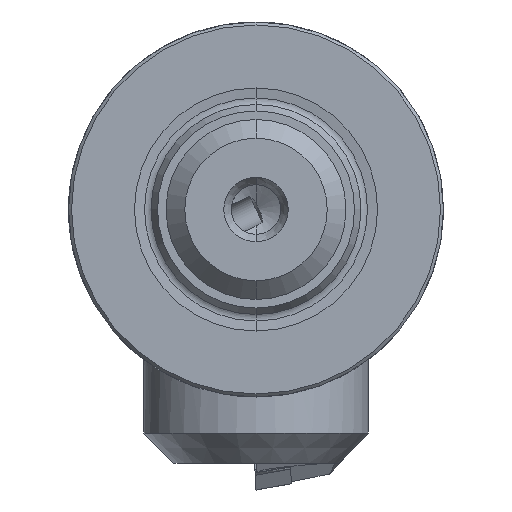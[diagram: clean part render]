
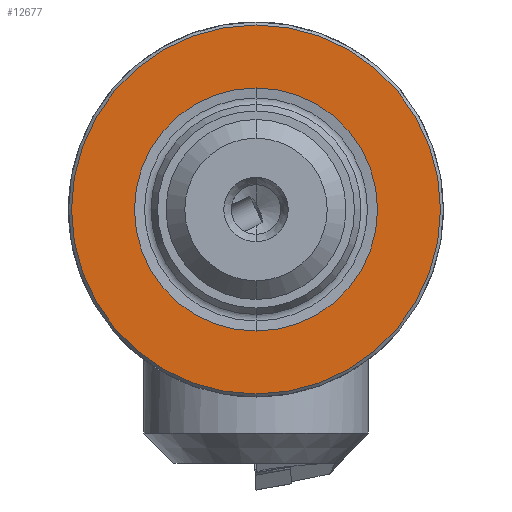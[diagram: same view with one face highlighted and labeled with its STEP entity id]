
A CAD part, left-side view. The second image highlights one B-rep face of the part: STEP entity #12677.
In plain terms, the highlighted planar face has unit normal (-1, 0, 0).
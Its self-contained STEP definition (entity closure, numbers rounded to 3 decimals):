
#122 = DIRECTION ( 'NONE',  ( 0., 0., -1. ) ) ;
#258 = VERTEX_POINT ( 'NONE', #9525 ) ;
#1232 = EDGE_LOOP ( 'NONE', ( #11678, #14175 ) ) ;
#1479 = EDGE_CURVE ( 'NONE', #19414, #26692, #3795, .T. ) ;
#1750 = EDGE_LOOP ( 'NONE', ( #3211, #18933 ) ) ;
#2303 = CIRCLE ( 'NONE', #10398, 12.3 ) ;
#3211 = ORIENTED_EDGE ( 'NONE', *, *, #9276, .F. ) ;
#3358 = DIRECTION ( 'NONE',  ( 0., 0., -1. ) ) ;
#3462 = DIRECTION ( 'NONE',  ( 1., 0., 0. ) ) ;
#3575 = AXIS2_PLACEMENT_3D ( 'NONE', #19786, #22018, #8765 ) ;
#3743 = CARTESIAN_POINT ( 'NONE',  ( 0., 0., 0. ) ) ;
#3795 = CIRCLE ( 'NONE', #27761, 8.103 ) ;
#4326 = PLANE ( 'NONE',  #3575 ) ;
#4588 = EDGE_CURVE ( 'NONE', #5089, #258, #2303, .T. ) ;
#5089 = VERTEX_POINT ( 'NONE', #27048 ) ;
#6934 = CARTESIAN_POINT ( 'NONE',  ( 0., 0., 0. ) ) ;
#8765 = DIRECTION ( 'NONE',  ( 0., 0., 1. ) ) ;
#8943 = DIRECTION ( 'NONE',  ( 1., 0., 0. ) ) ;
#9276 = EDGE_CURVE ( 'NONE', #258, #5089, #21496, .T. ) ;
#9378 = CARTESIAN_POINT ( 'NONE',  ( 0., 0., -8.103 ) ) ;
#9525 = CARTESIAN_POINT ( 'NONE',  ( 0., 0., -12.3 ) ) ;
#10052 = CARTESIAN_POINT ( 'NONE',  ( 0., 0., 0. ) ) ;
#10398 = AXIS2_PLACEMENT_3D ( 'NONE', #3743, #3462, #3358 ) ;
#11003 = AXIS2_PLACEMENT_3D ( 'NONE', #10052, #25526, #12272 ) ;
#11678 = ORIENTED_EDGE ( 'NONE', *, *, #22944, .T. ) ;
#11802 = CARTESIAN_POINT ( 'NONE',  ( 0., 0., 8.103 ) ) ;
#12272 = DIRECTION ( 'NONE',  ( 0., 0., -1. ) ) ;
#12677 = ADVANCED_FACE ( 'NONE', ( #22850, #16933 ), #4326, .T. ) ;
#12825 = CARTESIAN_POINT ( 'NONE',  ( 0., 0., 0. ) ) ;
#14175 = ORIENTED_EDGE ( 'NONE', *, *, #1479, .T. ) ;
#15004 = DIRECTION ( 'NONE',  ( 0., 0., -1. ) ) ;
#16420 = CIRCLE ( 'NONE', #11003, 8.103 ) ;
#16933 = FACE_OUTER_BOUND ( 'NONE', #1750, .T. ) ;
#18933 = ORIENTED_EDGE ( 'NONE', *, *, #4588, .F. ) ;
#19414 = VERTEX_POINT ( 'NONE', #9378 ) ;
#19786 = CARTESIAN_POINT ( 'NONE',  ( 0., 8.103, 0. ) ) ;
#21496 = CIRCLE ( 'NONE', #22000, 12.3 ) ;
#22000 = AXIS2_PLACEMENT_3D ( 'NONE', #12825, #28279, #15004 ) ;
#22018 = DIRECTION ( 'NONE',  ( -1., 0., 0. ) ) ;
#22850 = FACE_BOUND ( 'NONE', #1232, .T. ) ;
#22944 = EDGE_CURVE ( 'NONE', #26692, #19414, #16420, .T. ) ;
#25526 = DIRECTION ( 'NONE',  ( 1., 0., 0. ) ) ;
#26692 = VERTEX_POINT ( 'NONE', #11802 ) ;
#27048 = CARTESIAN_POINT ( 'NONE',  ( 0., 0., 12.3 ) ) ;
#27761 = AXIS2_PLACEMENT_3D ( 'NONE', #6934, #8943, #122 ) ;
#28279 = DIRECTION ( 'NONE',  ( 1., 0., 0. ) ) ;
